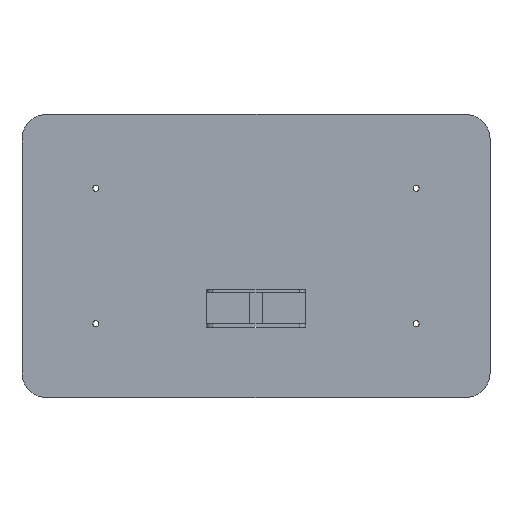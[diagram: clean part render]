
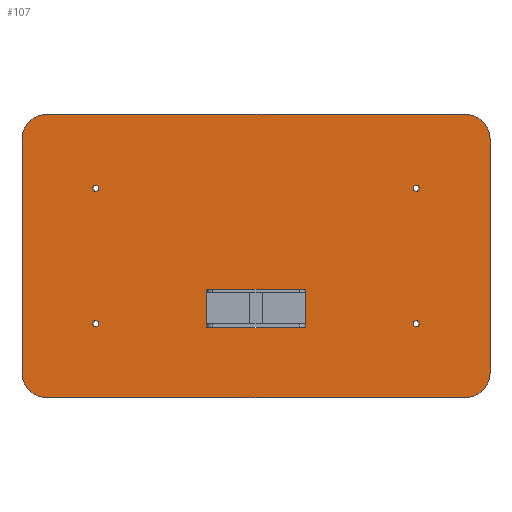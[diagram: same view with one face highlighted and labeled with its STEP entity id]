
A CAD part, top view. The second image highlights one B-rep face of the part: STEP entity #107.
In plain terms, the highlighted planar face has unit normal (0, 0, 1).
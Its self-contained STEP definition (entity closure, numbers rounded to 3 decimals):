
#107=ADVANCED_FACE('',(#158,#159,#160,#161,#162,#163,#164),#165,.F.);
#158=FACE_BOUND('',#274,.T.);
#159=FACE_BOUND('',#275,.T.);
#160=FACE_BOUND('',#276,.T.);
#161=FACE_BOUND('',#277,.T.);
#162=FACE_BOUND('',#278,.T.);
#163=FACE_OUTER_BOUND('',#279,.T.);
#164=FACE_BOUND('',#280,.T.);
#165=PLANE('',#281);
#274=EDGE_LOOP('',(#390));
#275=EDGE_LOOP('',(#391));
#276=EDGE_LOOP('',(#392));
#277=EDGE_LOOP('',(#393));
#278=EDGE_LOOP('',(#394,#395,#396,#397));
#279=EDGE_LOOP('',(#398,#399,#400,#401,#402,#403,#404,#405));
#280=EDGE_LOOP('',(#406,#407,#408,#409));
#281=AXIS2_PLACEMENT_3D('',#410,#411,#412);
#390=ORIENTED_EDGE('',*,*,#772,.T.);
#391=ORIENTED_EDGE('',*,*,#773,.T.);
#392=ORIENTED_EDGE('',*,*,#774,.T.);
#393=ORIENTED_EDGE('',*,*,#775,.T.);
#394=ORIENTED_EDGE('',*,*,#776,.F.);
#395=ORIENTED_EDGE('',*,*,#777,.F.);
#396=ORIENTED_EDGE('',*,*,#778,.F.);
#397=ORIENTED_EDGE('',*,*,#779,.F.);
#398=ORIENTED_EDGE('',*,*,#780,.F.);
#399=ORIENTED_EDGE('',*,*,#781,.F.);
#400=ORIENTED_EDGE('',*,*,#782,.F.);
#401=ORIENTED_EDGE('',*,*,#783,.F.);
#402=ORIENTED_EDGE('',*,*,#784,.F.);
#403=ORIENTED_EDGE('',*,*,#785,.F.);
#404=ORIENTED_EDGE('',*,*,#786,.F.);
#405=ORIENTED_EDGE('',*,*,#787,.F.);
#406=ORIENTED_EDGE('',*,*,#788,.F.);
#407=ORIENTED_EDGE('',*,*,#789,.F.);
#408=ORIENTED_EDGE('',*,*,#790,.F.);
#409=ORIENTED_EDGE('',*,*,#791,.F.);
#410=CARTESIAN_POINT('',(770.938,-95.0,40.354));
#411=DIRECTION('',(0.0,0.0,-1.0));
#412=DIRECTION('',(0.0,-1.0,0.0));
#772=EDGE_CURVE('',#888,#888,#889,.T.);
#773=EDGE_CURVE('',#890,#890,#891,.T.);
#774=EDGE_CURVE('',#892,#892,#893,.T.);
#775=EDGE_CURVE('',#894,#894,#895,.T.);
#776=EDGE_CURVE('',#896,#897,#898,.T.);
#777=EDGE_CURVE('',#899,#896,#900,.T.);
#778=EDGE_CURVE('',#901,#899,#902,.T.);
#779=EDGE_CURVE('',#897,#901,#903,.T.);
#780=EDGE_CURVE('',#904,#905,#906,.T.);
#781=EDGE_CURVE('',#907,#904,#908,.T.);
#782=EDGE_CURVE('',#909,#907,#910,.T.);
#783=EDGE_CURVE('',#911,#909,#912,.T.);
#784=EDGE_CURVE('',#913,#911,#914,.T.);
#785=EDGE_CURVE('',#915,#913,#916,.T.);
#786=EDGE_CURVE('',#917,#915,#918,.T.);
#787=EDGE_CURVE('',#905,#917,#919,.T.);
#788=EDGE_CURVE('',#920,#921,#922,.T.);
#789=EDGE_CURVE('',#923,#920,#924,.T.);
#790=EDGE_CURVE('',#925,#923,#926,.T.);
#791=EDGE_CURVE('',#921,#925,#927,.T.);
#888=VERTEX_POINT('',#1084);
#889=CIRCLE('',#1085,2.5);
#890=VERTEX_POINT('',#1086);
#891=CIRCLE('',#1087,2.5);
#892=VERTEX_POINT('',#1088);
#893=CIRCLE('',#1089,2.5);
#894=VERTEX_POINT('',#1090);
#895=CIRCLE('',#1091,2.5);
#896=VERTEX_POINT('',#1092);
#897=VERTEX_POINT('',#1093);
#898=LINE('',#1094,#1095);
#899=VERTEX_POINT('',#1096);
#900=LINE('',#1097,#1098);
#901=VERTEX_POINT('',#1099);
#902=LINE('',#1100,#1101);
#903=LINE('',#1102,#1103);
#904=VERTEX_POINT('',#1104);
#905=VERTEX_POINT('',#1105);
#906=CIRCLE('',#1106,20.0);
#907=VERTEX_POINT('',#1107);
#908=LINE('',#1108,#1109);
#909=VERTEX_POINT('',#1110);
#910=CIRCLE('',#1111,20.0);
#911=VERTEX_POINT('',#1112);
#912=LINE('',#1113,#1114);
#913=VERTEX_POINT('',#1115);
#914=CIRCLE('',#1116,20.0);
#915=VERTEX_POINT('',#1117);
#916=LINE('',#1118,#1119);
#917=VERTEX_POINT('',#1120);
#918=CIRCLE('',#1121,20.0);
#919=LINE('',#1122,#1123);
#920=VERTEX_POINT('',#1124);
#921=VERTEX_POINT('',#1125);
#922=LINE('',#1126,#1127);
#923=VERTEX_POINT('',#1128);
#924=LINE('',#1129,#1130);
#925=VERTEX_POINT('',#1131);
#926=LINE('',#1132,#1133);
#927=LINE('',#1134,#1135);
#1084=CARTESIAN_POINT('',(733.438,55.0,40.354));
#1085=AXIS2_PLACEMENT_3D('',#1372,#1373,#1374);
#1086=CARTESIAN_POINT('',(733.438,-55.0,40.354));
#1087=AXIS2_PLACEMENT_3D('',#1375,#1376,#1377);
#1088=CARTESIAN_POINT('',(473.438,55.0,40.354));
#1089=AXIS2_PLACEMENT_3D('',#1378,#1379,#1380);
#1090=CARTESIAN_POINT('',(473.438,-55.0,40.354));
#1091=AXIS2_PLACEMENT_3D('',#1381,#1382,#1383);
#1092=CARTESIAN_POINT('',(641.038,-54.9,40.354));
#1093=CARTESIAN_POINT('',(560.838,-54.9,40.354));
#1094=CARTESIAN_POINT('',(770.938,-54.9,40.354));
#1095=VECTOR('',#1384,1.0);
#1096=CARTESIAN_POINT('',(641.038,-58.1,40.354));
#1097=CARTESIAN_POINT('',(641.038,-95.0,40.354));
#1098=VECTOR('',#1385,1.0);
#1099=CARTESIAN_POINT('',(560.838,-58.1,40.354));
#1100=CARTESIAN_POINT('',(770.938,-58.1,40.354));
#1101=VECTOR('',#1386,1.0);
#1102=CARTESIAN_POINT('',(560.838,-95.0,40.354));
#1103=VECTOR('',#1387,1.0);
#1104=CARTESIAN_POINT('',(790.938,-95.0,40.354));
#1105=CARTESIAN_POINT('',(770.938,-115.0,40.354));
#1106=AXIS2_PLACEMENT_3D('',#1388,#1389,#1390);
#1107=CARTESIAN_POINT('',(790.938,95.0,40.354));
#1108=CARTESIAN_POINT('',(790.938,95.0,40.354));
#1109=VECTOR('',#1391,1.0);
#1110=CARTESIAN_POINT('',(770.938,115.0,40.354));
#1111=AXIS2_PLACEMENT_3D('',#1392,#1393,#1394);
#1112=CARTESIAN_POINT('',(430.938,115.0,40.354));
#1113=CARTESIAN_POINT('',(430.938,115.0,40.354));
#1114=VECTOR('',#1395,1.0);
#1115=CARTESIAN_POINT('',(410.938,95.0,40.354));
#1116=AXIS2_PLACEMENT_3D('',#1396,#1397,#1398);
#1117=CARTESIAN_POINT('',(410.938,-95.0,40.354));
#1118=CARTESIAN_POINT('',(410.938,-95.0,40.354));
#1119=VECTOR('',#1399,1.0);
#1120=CARTESIAN_POINT('',(430.938,-115.0,40.354));
#1121=AXIS2_PLACEMENT_3D('',#1400,#1401,#1402);
#1122=CARTESIAN_POINT('',(770.938,-115.0,40.354));
#1123=VECTOR('',#1403,1.0);
#1124=CARTESIAN_POINT('',(560.838,-30.1,40.354));
#1125=CARTESIAN_POINT('',(641.038,-30.1,40.354));
#1126=CARTESIAN_POINT('',(770.938,-30.1,40.354));
#1127=VECTOR('',#1404,1.0);
#1128=CARTESIAN_POINT('',(560.838,-26.9,40.354));
#1129=CARTESIAN_POINT('',(560.838,-95.0,40.354));
#1130=VECTOR('',#1405,1.0);
#1131=CARTESIAN_POINT('',(641.038,-26.9,40.354));
#1132=CARTESIAN_POINT('',(770.938,-26.9,40.354));
#1133=VECTOR('',#1406,1.0);
#1134=CARTESIAN_POINT('',(641.038,-95.0,40.354));
#1135=VECTOR('',#1407,1.0);
#1372=CARTESIAN_POINT('',(730.938,55.0,40.354));
#1373=DIRECTION('',(0.0,0.0,-1.0));
#1374=DIRECTION('',(1.0,0.0,0.0));
#1375=CARTESIAN_POINT('',(730.938,-55.0,40.354));
#1376=DIRECTION('',(0.0,0.0,-1.0));
#1377=DIRECTION('',(1.0,0.0,0.0));
#1378=CARTESIAN_POINT('',(470.938,55.0,40.354));
#1379=DIRECTION('',(0.0,0.0,-1.0));
#1380=DIRECTION('',(1.0,0.0,0.0));
#1381=CARTESIAN_POINT('',(470.938,-55.0,40.354));
#1382=DIRECTION('',(0.0,0.0,-1.0));
#1383=DIRECTION('',(1.0,0.0,0.0));
#1384=DIRECTION('',(-1.0,0.0,0.0));
#1385=DIRECTION('',(0.0,1.0,0.0));
#1386=DIRECTION('',(1.0,0.0,0.0));
#1387=DIRECTION('',(0.0,-1.0,0.0));
#1388=CARTESIAN_POINT('',(770.938,-95.0,40.354));
#1389=DIRECTION('',(0.0,0.0,-1.0));
#1390=DIRECTION('',(1.0,0.0,0.0));
#1391=DIRECTION('',(0.0,-1.0,0.0));
#1392=CARTESIAN_POINT('',(770.938,95.0,40.354));
#1393=DIRECTION('',(0.0,0.0,-1.0));
#1394=DIRECTION('',(0.,1.0,0.0));
#1395=DIRECTION('',(1.0,0.0,0.0));
#1396=CARTESIAN_POINT('',(430.938,95.0,40.354));
#1397=DIRECTION('',(0.0,0.0,-1.0));
#1398=DIRECTION('',(-1.0,0.0,0.0));
#1399=DIRECTION('',(0.0,1.0,0.0));
#1400=CARTESIAN_POINT('',(430.938,-95.0,40.354));
#1401=DIRECTION('',(0.0,0.0,-1.0));
#1402=DIRECTION('',(0.0,-1.0,0.0));
#1403=DIRECTION('',(-1.0,0.0,0.0));
#1404=DIRECTION('',(1.0,0.0,0.0));
#1405=DIRECTION('',(0.0,-1.0,0.0));
#1406=DIRECTION('',(-1.0,0.0,0.0));
#1407=DIRECTION('',(0.0,1.0,0.0));
